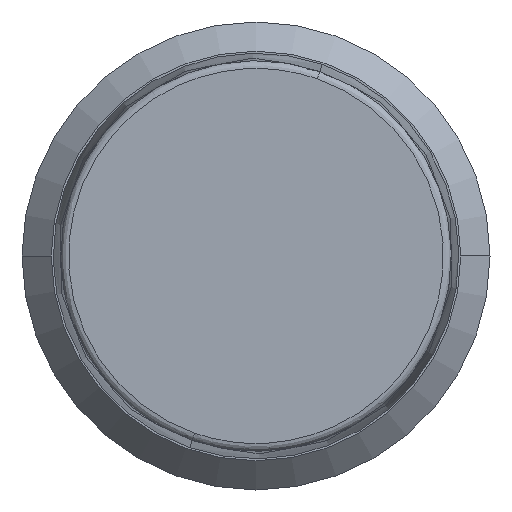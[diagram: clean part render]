
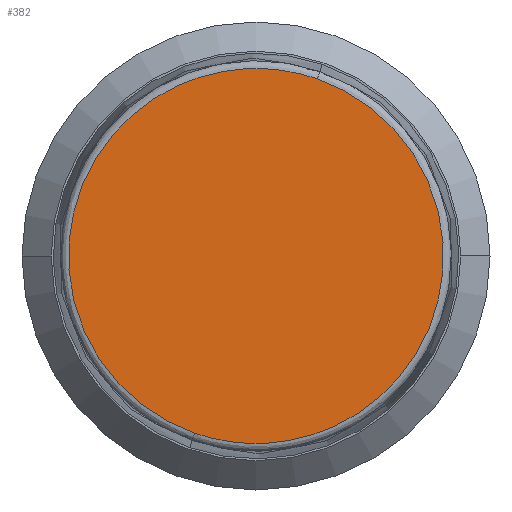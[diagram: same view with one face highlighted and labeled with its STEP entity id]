
A CAD part, left-side view. The second image highlights one B-rep face of the part: STEP entity #382.
In plain terms, the highlighted planar face has unit normal (-1, 0, 0).
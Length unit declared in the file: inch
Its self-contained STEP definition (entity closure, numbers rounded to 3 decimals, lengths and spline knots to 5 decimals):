
#8 = PLANE ( 'NONE',  #157 ) ;
#152 = CARTESIAN_POINT ( 'NONE',  ( -0.19685, -0.06193, 0.17887 ) ) ;
#155 = VERTEX_POINT ( 'NONE', #760 ) ;
#157 = AXIS2_PLACEMENT_3D ( 'NONE', #346, #849, #1991 ) ;
#294 =( BOUNDED_CURVE ( )  B_SPLINE_CURVE ( 3, ( #324, #1448, #656, #152 ),
 .UNSPECIFIED., .F., .F. ) 
 B_SPLINE_CURVE_WITH_KNOTS ( ( 4, 4 ),
 ( 0., 0.5 ),
 .UNSPECIFIED. ) 
 CURVE ( )  GEOMETRIC_REPRESENTATION_ITEM ( )  RATIONAL_B_SPLINE_CURVE ( ( 1., 0.333, 0.333, 1. ) ) 
 REPRESENTATION_ITEM ( '' )  );
#298 = EDGE_CURVE ( 'NONE', #155, #873, #1966, .T. ) ;
#308 = CARTESIAN_POINT ( 'NONE',  ( -0.19685, -0.29581, -0.30272 ) ) ;
#324 = CARTESIAN_POINT ( 'NONE',  ( -0.19685, 0.06193, -0.17887 ) ) ;
#346 = CARTESIAN_POINT ( 'NONE',  ( -0.19685, 0., 0. ) ) ;
#382 = ADVANCED_FACE ( 'NONE', ( #1300 ), #8, .F. ) ;
#637 = CARTESIAN_POINT ( 'NONE',  ( -0.19685, 0.06193, -0.17887 ) ) ;
#656 = CARTESIAN_POINT ( 'NONE',  ( -0.19685, 0.29581, 0.30272 ) ) ;
#760 = CARTESIAN_POINT ( 'NONE',  ( -0.19685, -0.06193, 0.17887 ) ) ;
#849 = DIRECTION ( 'NONE',  ( 1., 0., 0. ) ) ;
#873 = VERTEX_POINT ( 'NONE', #1947 ) ;
#950 = CARTESIAN_POINT ( 'NONE',  ( -0.19685, -0.41966, 0.05502 ) ) ;
#1001 = ORIENTED_EDGE ( 'NONE', *, *, #1790, .F. ) ;
#1287 = ORIENTED_EDGE ( 'NONE', *, *, #298, .F. ) ;
#1300 = FACE_OUTER_BOUND ( 'NONE', #1407, .T. ) ;
#1407 = EDGE_LOOP ( 'NONE', ( #1001, #1287 ) ) ;
#1448 = CARTESIAN_POINT ( 'NONE',  ( -0.19685, 0.41966, -0.05502 ) ) ;
#1774 = CARTESIAN_POINT ( 'NONE',  ( -0.19685, -0.06193, 0.17887 ) ) ;
#1790 = EDGE_CURVE ( 'NONE', #873, #155, #294, .T. ) ;
#1947 = CARTESIAN_POINT ( 'NONE',  ( -0.19685, 0.06193, -0.17887 ) ) ;
#1966 =( BOUNDED_CURVE ( )  B_SPLINE_CURVE ( 3, ( #1774, #950, #308, #637 ),
 .UNSPECIFIED., .F., .F. ) 
 B_SPLINE_CURVE_WITH_KNOTS ( ( 4, 4 ),
 ( 0.5, 1. ),
 .UNSPECIFIED. ) 
 CURVE ( )  GEOMETRIC_REPRESENTATION_ITEM ( )  RATIONAL_B_SPLINE_CURVE ( ( 1., 0.333, 0.333, 1. ) ) 
 REPRESENTATION_ITEM ( '' )  );
#1991 = DIRECTION ( 'NONE',  ( 0., 0.327, -0.945 ) ) ;
